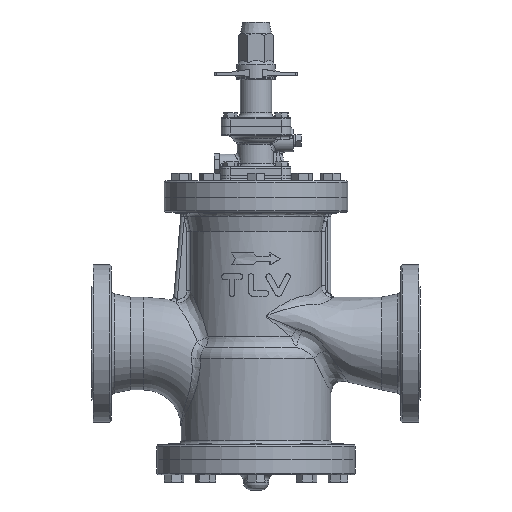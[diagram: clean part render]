
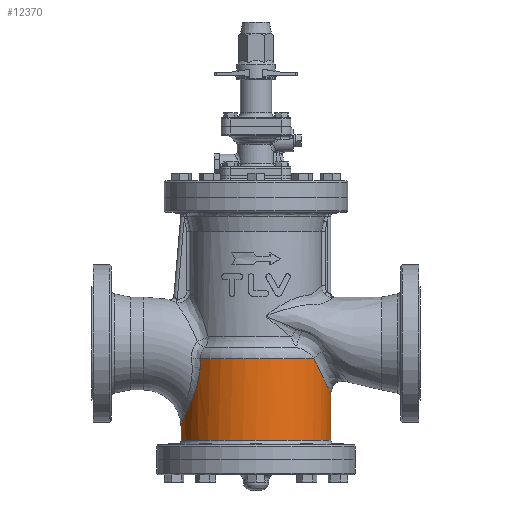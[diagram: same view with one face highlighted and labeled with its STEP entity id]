
A CAD part, front view. The second image highlights one B-rep face of the part: STEP entity #12370.
In plain terms, the highlighted cylindrical face has radius 100 mm (diameter 200 mm), a full revolution.
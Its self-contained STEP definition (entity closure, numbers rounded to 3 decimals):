
#2008=B_SPLINE_CURVE_WITH_KNOTS('',3,(#23089,#23090,#23091,#23092,#23093,
#23094,#23095,#23096,#23097,#23098,#23099,#23100,#23101,#23102,#23103,#23104,
#23105,#23106,#23107),.UNSPECIFIED.,.F.,.F.,(4,2,1,1,1,1,1,1,1,1,1,1,1,
1,1,4),(-13.434,-13.428,-12.085,-10.742,
-9.4,-8.057,-7.385,-6.714,
-6.043,-5.371,-4.7,-4.028,
-3.357,-2.686,-1.343,0.),.UNSPECIFIED.);
#2009=B_SPLINE_CURVE_WITH_KNOTS('',3,(#23109,#23110,#23111,#23112,#23113,
#23114,#23115,#23116,#23117,#23118,#23119,#23120,#23121,#23122,#23123,#23124,
#23125,#23126,#23127),.UNSPECIFIED.,.F.,.F.,(4,1,1,1,1,1,1,1,1,1,1,1,1,
1,2,4),(-13.428,-12.757,-12.085,-11.414,
-10.742,-10.071,-9.4,-8.728,
-8.057,-6.714,-5.371,-4.028,
-2.686,-1.343,0.,0.006),
 .UNSPECIFIED.);
#2010=B_SPLINE_CURVE_WITH_KNOTS('',3,(#23130,#23131,#23132,#23133,#23134,
#23135,#23136,#23137,#23138,#23139,#23140,#23141,#23142),.UNSPECIFIED.,
 .F.,.F.,(4,1,1,1,1,1,1,1,1,1,4),(-18.955,-16.586,-14.216,
-11.847,-10.662,-9.478,-8.293,-7.108,
-4.739,-2.369,0.),
 .UNSPECIFIED.);
#2818=FACE_BOUND('',#4618,.T.);
#3539=FACE_OUTER_BOUND('',#4617,.T.);
#4617=EDGE_LOOP('',(#11026));
#4618=EDGE_LOOP('',(#11027,#11028,#11029,#11030,#11031));
#5183=CIRCLE('',#13520,100.);
#5250=CIRCLE('',#13639,100.);
#5251=CIRCLE('',#13640,100.);
#6280=VERTEX_POINT('',#22040);
#6281=VERTEX_POINT('',#22041);
#6353=VERTEX_POINT('',#23086);
#6354=VERTEX_POINT('',#23088);
#6355=VERTEX_POINT('',#23108);
#6356=VERTEX_POINT('',#23128);
#7861=EDGE_CURVE('',#6280,#6281,#5183,.T.);
#7950=EDGE_CURVE('',#6353,#6353,#5250,.T.);
#7951=EDGE_CURVE('',#6354,#6280,#2008,.T.);
#7952=EDGE_CURVE('',#6355,#6354,#2009,.T.);
#7953=EDGE_CURVE('',#6356,#6355,#5251,.T.);
#7954=EDGE_CURVE('',#6281,#6356,#2010,.T.);
#11026=ORIENTED_EDGE('',*,*,#7950,.F.);
#11027=ORIENTED_EDGE('',*,*,#7861,.F.);
#11028=ORIENTED_EDGE('',*,*,#7951,.F.);
#11029=ORIENTED_EDGE('',*,*,#7952,.F.);
#11030=ORIENTED_EDGE('',*,*,#7953,.F.);
#11031=ORIENTED_EDGE('',*,*,#7954,.F.);
#11661=CYLINDRICAL_SURFACE('',#13638,100.);
#12370=ADVANCED_FACE('',(#3539,#2818),#11661,.T.);
#13520=AXIS2_PLACEMENT_3D('',#22042,#16669,#16670);
#13638=AXIS2_PLACEMENT_3D('',#23085,#16917,#16918);
#13639=AXIS2_PLACEMENT_3D('',#23087,#16919,#16920);
#13640=AXIS2_PLACEMENT_3D('',#23129,#16921,#16922);
#16669=DIRECTION('center_axis',(0.,0.,1.));
#16670=DIRECTION('ref_axis',(1.,0.,0.));
#16917=DIRECTION('center_axis',(0.,0.,1.));
#16918=DIRECTION('ref_axis',(1.,0.,0.));
#16919=DIRECTION('center_axis',(0.,0.,-1.));
#16920=DIRECTION('ref_axis',(-1.,0.,0.));
#16921=DIRECTION('center_axis',(0.,0.,1.));
#16922=DIRECTION('ref_axis',(1.,0.,0.));
#22040=CARTESIAN_POINT('',(-74.018,-67.241,134.875));
#22041=CARTESIAN_POINT('',(77.292,-63.45,134.875));
#22042=CARTESIAN_POINT('Origin',(0.,0.,134.875));
#23085=CARTESIAN_POINT('Origin',(0.,0.,77.438));
#23086=CARTESIAN_POINT('',(100.,0.,26.));
#23087=CARTESIAN_POINT('Origin',(0.,0.,26.));
#23088=CARTESIAN_POINT('',(-100.,0.,43.));
#23089=CARTESIAN_POINT('Ctrl Pts',(-100.,0.,43.));
#23090=CARTESIAN_POINT('Ctrl Pts',(-100.,-0.015,43.007));
#23091=CARTESIAN_POINT('Ctrl Pts',(-100.,-0.03,
43.013));
#23092=CARTESIAN_POINT('Ctrl Pts',(-99.998,-3.655,
44.602));
#23093=CARTESIAN_POINT('Ctrl Pts',(-99.603,-10.911,
47.782));
#23094=CARTESIAN_POINT('Ctrl Pts',(-97.838,-21.571,
53.018));
#23095=CARTESIAN_POINT('Ctrl Pts',(-95.059,-31.594,
59.036));
#23096=CARTESIAN_POINT('Ctrl Pts',(-92.067,-39.256,
64.984));
#23097=CARTESIAN_POINT('Ctrl Pts',(-89.407,-44.869,70.44));
#23098=CARTESIAN_POINT('Ctrl Pts',(-87.342,-48.759,74.867));
#23099=CARTESIAN_POINT('Ctrl Pts',(-85.265,-52.297,
79.618));
#23100=CARTESIAN_POINT('Ctrl Pts',(-83.218,-55.489,
84.723));
#23101=CARTESIAN_POINT('Ctrl Pts',(-81.251,-58.326,
90.196));
#23102=CARTESIAN_POINT('Ctrl Pts',(-79.433,-60.77,95.98));
#23103=CARTESIAN_POINT('Ctrl Pts',(-77.825,-62.811,
102.019));
#23104=CARTESIAN_POINT('Ctrl Pts',(-76.01,-65.004,110.351));
#23105=CARTESIAN_POINT('Ctrl Pts',(-74.422,-66.801,
121.366));
#23106=CARTESIAN_POINT('Ctrl Pts',(-74.016,-67.243,
130.399));
#23107=CARTESIAN_POINT('Ctrl Pts',(-74.018,-67.241,
134.875));
#23108=CARTESIAN_POINT('',(-74.018,67.241,134.875));
#23109=CARTESIAN_POINT('Ctrl Pts',(-74.018,67.241,134.875));
#23110=CARTESIAN_POINT('Ctrl Pts',(-74.017,67.242,132.637));
#23111=CARTESIAN_POINT('Ctrl Pts',(-74.116,67.133,128.141));
#23112=CARTESIAN_POINT('Ctrl Pts',(-74.585,66.613,121.406));
#23113=CARTESIAN_POINT('Ctrl Pts',(-75.373,65.724,114.759));
#23114=CARTESIAN_POINT('Ctrl Pts',(-76.464,64.454,108.267));
#23115=CARTESIAN_POINT('Ctrl Pts',(-77.824,62.812,102.02));
#23116=CARTESIAN_POINT('Ctrl Pts',(-79.434,60.769,95.979));
#23117=CARTESIAN_POINT('Ctrl Pts',(-81.25,58.327,90.196));
#23118=CARTESIAN_POINT('Ctrl Pts',(-83.876,54.54,82.896));
#23119=CARTESIAN_POINT('Ctrl Pts',(-87.346,48.94,74.706));
#23120=CARTESIAN_POINT('Ctrl Pts',(-91.469,40.791,66.173));
#23121=CARTESIAN_POINT('Ctrl Pts',(-95.06,31.591,59.035));
#23122=CARTESIAN_POINT('Ctrl Pts',(-97.838,21.572,53.018));
#23123=CARTESIAN_POINT('Ctrl Pts',(-99.603,10.91,47.781));
#23124=CARTESIAN_POINT('Ctrl Pts',(-99.998,3.655,44.602));
#23125=CARTESIAN_POINT('Ctrl Pts',(-100.,0.03,
43.013));
#23126=CARTESIAN_POINT('Ctrl Pts',(-100.,0.015,43.007));
#23127=CARTESIAN_POINT('Ctrl Pts',(-100.,0.,43.));
#23128=CARTESIAN_POINT('',(77.292,63.45,134.875));
#23129=CARTESIAN_POINT('Origin',(0.,0.,134.875));
#23130=CARTESIAN_POINT('Ctrl Pts',(77.292,-63.45,134.875));
#23131=CARTESIAN_POINT('Ctrl Pts',(80.163,-59.953,128.974));
#23132=CARTESIAN_POINT('Ctrl Pts',(85.715,-52.228,117.621));
#23133=CARTESIAN_POINT('Ctrl Pts',(93.053,-37.94,102.799));
#23134=CARTESIAN_POINT('Ctrl Pts',(97.628,-23.312,93.725));
#23135=CARTESIAN_POINT('Ctrl Pts',(99.649,-10.208,89.759));
#23136=CARTESIAN_POINT('Ctrl Pts',(100.175,0.,
88.734));
#23137=CARTESIAN_POINT('Ctrl Pts',(99.65,10.208,89.759));
#23138=CARTESIAN_POINT('Ctrl Pts',(97.627,23.313,93.726));
#23139=CARTESIAN_POINT('Ctrl Pts',(93.054,37.939,102.797));
#23140=CARTESIAN_POINT('Ctrl Pts',(85.71,52.237,117.633));
#23141=CARTESIAN_POINT('Ctrl Pts',(80.163,59.953,128.973));
#23142=CARTESIAN_POINT('Ctrl Pts',(77.292,63.45,134.875));
